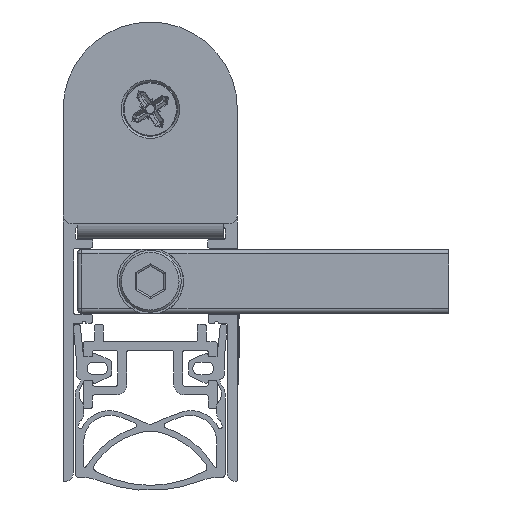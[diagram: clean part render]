
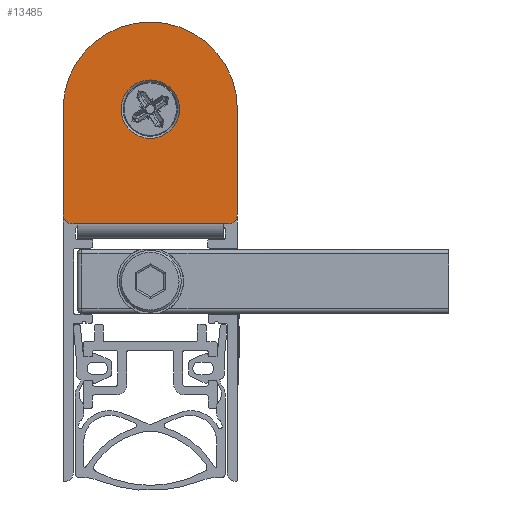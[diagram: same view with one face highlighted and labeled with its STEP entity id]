
A CAD part, front view. The second image highlights one B-rep face of the part: STEP entity #13485.
In plain terms, the highlighted planar face has unit normal (0, -1, 0).
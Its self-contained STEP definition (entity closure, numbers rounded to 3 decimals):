
#1206=CIRCLE('',#14947,3.3);
#1207=CIRCLE('',#14948,1.);
#1208=CIRCLE('',#14949,9.85);
#1209=CIRCLE('',#14950,1.);
#2824=ORIENTED_EDGE('',*,*,#6100,.T.);
#2825=ORIENTED_EDGE('',*,*,#6101,.F.);
#2826=ORIENTED_EDGE('',*,*,#6102,.T.);
#2827=ORIENTED_EDGE('',*,*,#6096,.T.);
#2828=ORIENTED_EDGE('',*,*,#6103,.T.);
#2829=ORIENTED_EDGE('',*,*,#6104,.F.);
#2830=ORIENTED_EDGE('',*,*,#6105,.T.);
#2831=ORIENTED_EDGE('',*,*,#6106,.F.);
#2832=ORIENTED_EDGE('',*,*,#6093,.F.);
#6093=EDGE_CURVE('',#7857,#7858,#9167,.T.);
#6096=EDGE_CURVE('',#7859,#7860,#9168,.T.);
#6100=EDGE_CURVE('',#7863,#7863,#1206,.F.);
#6101=EDGE_CURVE('',#7864,#7857,#9172,.T.);
#6102=EDGE_CURVE('',#7864,#7859,#1207,.T.);
#6103=EDGE_CURVE('',#7860,#7865,#1208,.T.);
#6104=EDGE_CURVE('',#7866,#7865,#9173,.T.);
#6105=EDGE_CURVE('',#7866,#7867,#1209,.T.);
#6106=EDGE_CURVE('',#7858,#7867,#9174,.T.);
#7857=VERTEX_POINT('',#20448);
#7858=VERTEX_POINT('',#20449);
#7859=VERTEX_POINT('',#20454);
#7860=VERTEX_POINT('',#20455);
#7863=VERTEX_POINT('',#20463);
#7864=VERTEX_POINT('',#20465);
#7865=VERTEX_POINT('',#20468);
#7866=VERTEX_POINT('',#20470);
#7867=VERTEX_POINT('',#20472);
#9167=LINE('',#20447,#10332);
#9168=LINE('',#20453,#10333);
#9172=LINE('',#20464,#10337);
#9173=LINE('',#20469,#10338);
#9174=LINE('',#20473,#10339);
#10332=VECTOR('',#17110,1000.);
#10333=VECTOR('',#17117,1000.);
#10337=VECTOR('',#17125,1000.);
#10338=VECTOR('',#17130,1000.);
#10339=VECTOR('',#17133,1000.);
#11312=EDGE_LOOP('',(#2824));
#11313=EDGE_LOOP('',(#2825,#2826,#2827,#2828,#2829,#2830,#2831,#2832));
#12167=FACE_BOUND('',#11312,.T.);
#12168=FACE_BOUND('',#11313,.T.);
#12845=PLANE('',#14946);
#13485=ADVANCED_FACE('',(#12167,#12168),#12845,.T.);
#14946=AXIS2_PLACEMENT_3D('',#20461,#17121,#17122);
#14947=AXIS2_PLACEMENT_3D('',#20462,#17123,#17124);
#14948=AXIS2_PLACEMENT_3D('',#20466,#17126,#17127);
#14949=AXIS2_PLACEMENT_3D('',#20467,#17128,#17129);
#14950=AXIS2_PLACEMENT_3D('',#20471,#17131,#17132);
#17110=DIRECTION('',(-1.,0.,0.));
#17117=DIRECTION('',(0.,0.,1.));
#17121=DIRECTION('',(0.,-1.,0.));
#17122=DIRECTION('',(0.,0.,-1.));
#17123=DIRECTION('',(0.,-1.,0.));
#17124=DIRECTION('',(0.,0.,-1.));
#17125=DIRECTION('',(-1.,0.,0.));
#17126=DIRECTION('',(0.,-1.,0.));
#17127=DIRECTION('',(0.,0.,-1.));
#17128=DIRECTION('',(0.,-1.,0.));
#17129=DIRECTION('',(0.,0.,-1.));
#17130=DIRECTION('',(0.,0.,1.));
#17131=DIRECTION('',(0.,-1.,0.));
#17132=DIRECTION('',(0.,0.,-1.));
#17133=DIRECTION('',(-1.,0.,0.));
#20447=CARTESIAN_POINT('',(7.2,3.8,-20.8));
#20448=CARTESIAN_POINT('',(5.6,3.8,-20.8));
#20449=CARTESIAN_POINT('',(-10.9,3.8,-20.8));
#20453=CARTESIAN_POINT('',(7.2,3.8,-20.8));
#20454=CARTESIAN_POINT('',(7.2,3.8,-19.8));
#20455=CARTESIAN_POINT('',(7.2,3.8,-7.85));
#20461=CARTESIAN_POINT('',(7.2,3.8,-20.8));
#20462=CARTESIAN_POINT('',(-2.65,3.8,-7.85));
#20463=CARTESIAN_POINT('',(-2.65,3.8,-11.15));
#20464=CARTESIAN_POINT('',(7.2,3.8,-20.8));
#20465=CARTESIAN_POINT('',(6.2,3.8,-20.8));
#20466=CARTESIAN_POINT('',(6.2,3.8,-19.8));
#20467=CARTESIAN_POINT('',(-2.65,3.8,-7.85));
#20468=CARTESIAN_POINT('',(-12.5,3.8,-7.85));
#20469=CARTESIAN_POINT('',(-12.5,3.8,-20.8));
#20470=CARTESIAN_POINT('',(-12.5,3.8,-19.8));
#20471=CARTESIAN_POINT('',(-11.5,3.8,-19.8));
#20472=CARTESIAN_POINT('',(-11.5,3.8,-20.8));
#20473=CARTESIAN_POINT('',(7.2,3.8,-20.8));
